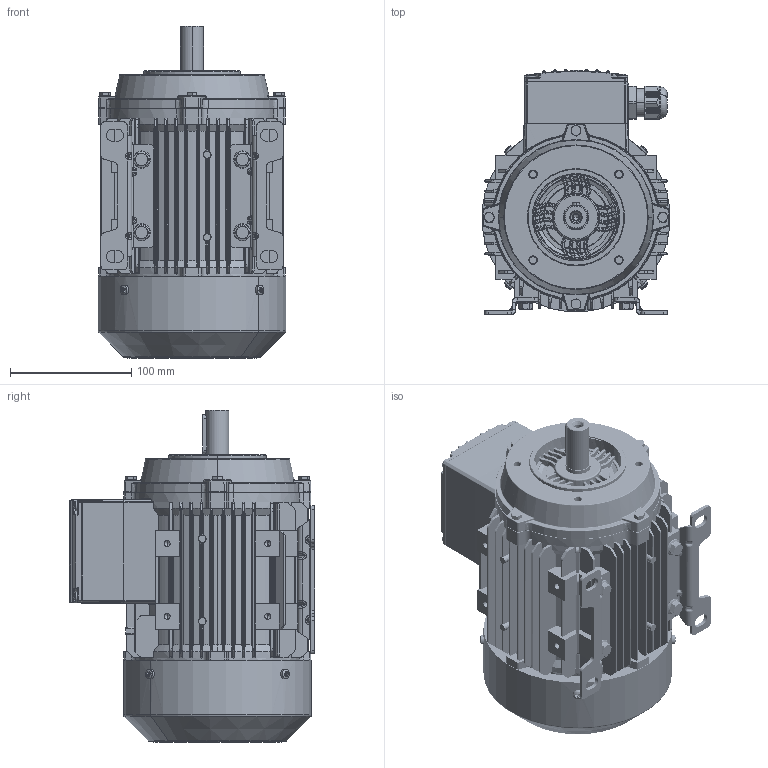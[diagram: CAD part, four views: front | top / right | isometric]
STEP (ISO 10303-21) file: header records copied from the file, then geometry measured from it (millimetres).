
FILE_DESCRIPTION (( 'STEP AP214' ), '1' );
FILE_NAME ('2EC080M2_PC_K1-A.STEP', '2020-06-16T12:22:46', ( '' ), ( '' ), 'SwSTEP 2.0', 'SolidWorks 2019', '' );
FILE_SCHEMA (( 'AUTOMOTIVE_DESIGN' ));
Length unit declared in the file: millimetre
Products named in the file (1): 2EC080M2_PC_K1-A
Bounding box: 154.81 x 201.92 x 273.5 mm (x, y, z)
Volume: 4071551.9 mm3; surface area: 301438.8 mm2
Topology: 1 solids, 50 shells, 4723 faces, 11832 edges, 7368 vertices
Faces by surface type: cylinder 1494, plane 1462, bspline 673, cone 561, torus 389, sphere 144
Entity records: 180489 total; most frequent: CARTESIAN_POINT 54581, ORIENTED_EDGE 23512, DIRECTION 21484, EDGE_CURVE 11756, AXIS2_PLACEMENT_3D 8590, VERTEX_POINT 7364, EDGE_LOOP 5062, FACE_OUTER_BOUND 4723
